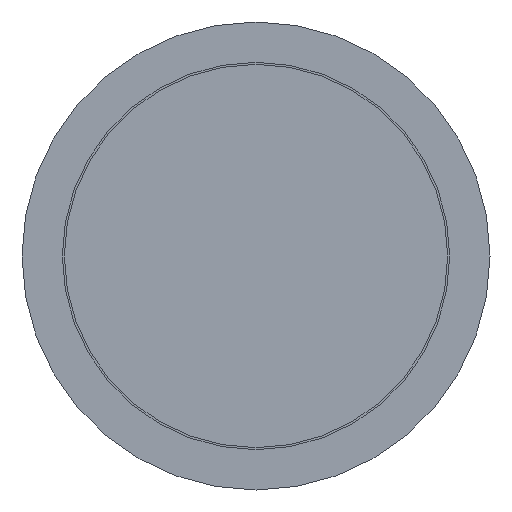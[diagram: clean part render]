
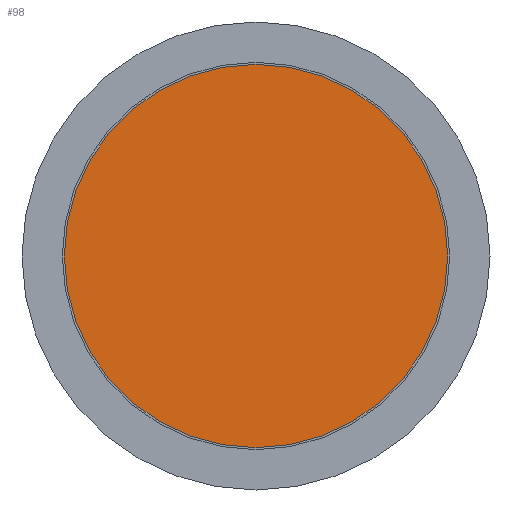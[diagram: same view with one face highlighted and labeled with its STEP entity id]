
A CAD part, front view. The second image highlights one B-rep face of the part: STEP entity #98.
In plain terms, the highlighted planar face has unit normal (0, -1, 0).
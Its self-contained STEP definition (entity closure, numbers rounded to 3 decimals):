
#5 = CARTESIAN_POINT ( 'NONE',  ( 0., 0., 0. ) ) ;
#38 = VERTEX_POINT ( 'NONE', #292 ) ;
#39 = PLANE ( 'NONE',  #377 ) ;
#57 = EDGE_CURVE ( 'NONE', #38, #38, #331, .T. ) ;
#75 = CARTESIAN_POINT ( 'NONE',  ( -23.75, 0., 0. ) ) ;
#98 = ADVANCED_FACE ( 'NONE', ( #382 ), #39, .F. ) ;
#171 = DIRECTION ( 'NONE',  ( 0., 0., -1. ) ) ;
#250 = DIRECTION ( 'NONE',  ( 0., 0., 1. ) ) ;
#289 = EDGE_LOOP ( 'NONE', ( #404 ) ) ;
#292 = CARTESIAN_POINT ( 'NONE',  ( 0., 0., -23.75 ) ) ;
#331 = CIRCLE ( 'NONE', #457, 23.75 ) ;
#377 = AXIS2_PLACEMENT_3D ( 'NONE', #75, #516, #250 ) ;
#382 = FACE_OUTER_BOUND ( 'NONE', #289, .T. ) ;
#384 = DIRECTION ( 'NONE',  ( 0., -1., 0. ) ) ;
#404 = ORIENTED_EDGE ( 'NONE', *, *, #57, .T. ) ;
#457 = AXIS2_PLACEMENT_3D ( 'NONE', #5, #384, #171 ) ;
#516 = DIRECTION ( 'NONE',  ( 0., 1., 0. ) ) ;
